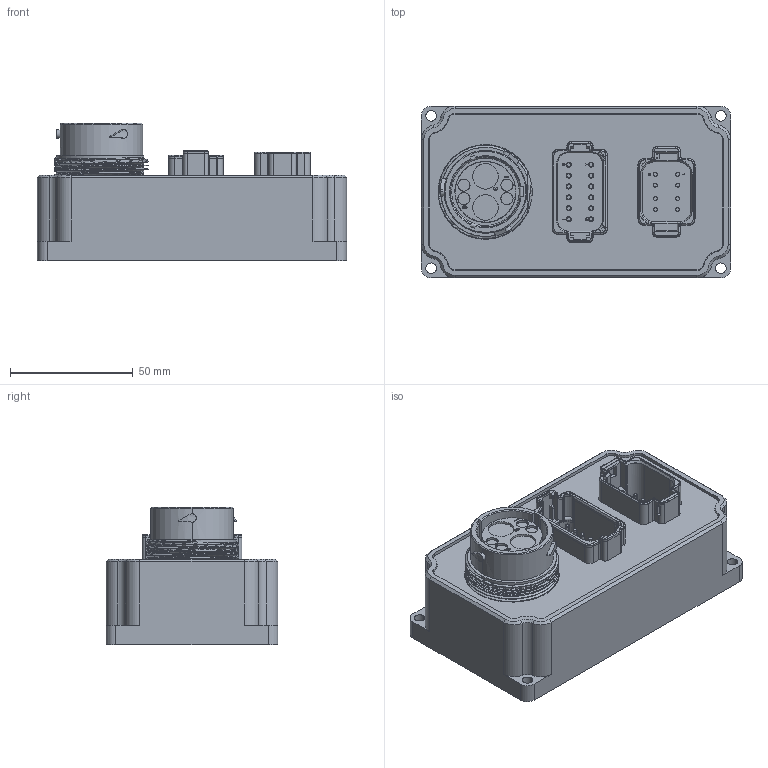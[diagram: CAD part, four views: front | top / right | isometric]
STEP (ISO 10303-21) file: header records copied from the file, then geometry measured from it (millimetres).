
FILE_DESCRIPTION (( 'STEP AP214' ), '1' );
FILE_NAME ('AIOC-H4P8D16-100.STEP', '2019-10-11T15:29:59', ( '' ), ( '' ), 'SwSTEP 2.0', 'SolidWorks 2014', '' );
FILE_SCHEMA (( 'AUTOMOTIVE_DESIGN' ));
Length unit declared in the file: millimetre
Products named in the file (65): _MTMM-130-07-T-S-070_pins; Part2^AIOC-H4P8D16-100; SW3dPS-0603_SMD_Capacitor; Part5^AIOC-H4P8D16-100; Part1^AIOC-H4P8D16-100; box; _MTMM-120-15-T-S-090_body; _MTMM-120-15-T-S-090_pins; MTMM-120-15-T-S-090; Part3^AIOC-H4P8D16-100; c-dt15-08pa-g003-99-3d; User_Library-DO-214AA_SMB; c-dt15-12pa-99-3d1; c-hdp24-18-6pn-a-3d; AIOC-H4P8D16-100; CONNECTOR BOARD FROM DIPTRACE; c-dt15-08pa-99-3d; c-dt15-12pa-99-3d; SW3dPS-1206_SMD_Capacitor; User_Library-CAP_TANT_7343-40; _MTMM-130-07-T-S-070_body; MTMM-130-07-T-S-070
Assembly tree (45 placements, depth 3):
  Part2^AIOC-H4P8D16-100
  SW3dPS-0603_SMD_Capacitor
  Part1^AIOC-H4P8D16-100
  SW3dPS-0603_SMD_Capacitor
  box
Bounding box: 126 x 70 x 56.16 mm (x, y, z)
Volume: 229395.5 mm3; surface area: 140643.2 mm2
Topology: 43 solids, 43 shells, 6451 faces, 16349 edges, 10172 vertices
Faces by surface type: plane 3855, cylinder 1283, bspline 1163, cone 146, torus 4
Entity records: 202766 total; most frequent: CARTESIAN_POINT 68639, ORIENTED_EDGE 22020, DIRECTION 19101, EDGE_CURVE 11010, VECTOR 7139, LINE 7139, VERTEX_POINT 6992, AXIS2_PLACEMENT_3D 5981
